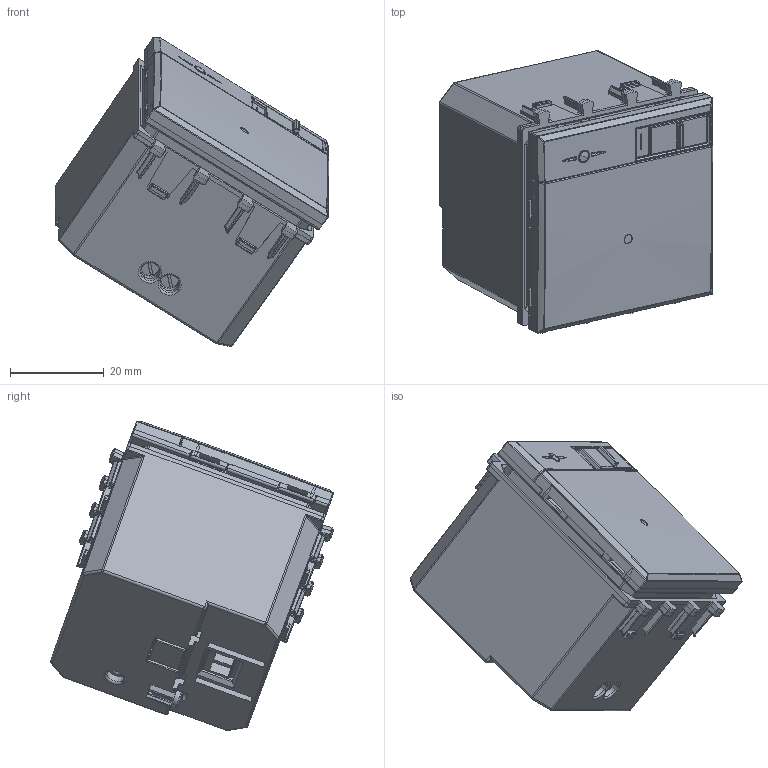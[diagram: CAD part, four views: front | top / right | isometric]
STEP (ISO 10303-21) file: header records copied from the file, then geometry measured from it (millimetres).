
FILE_DESCRIPTION(('CATIA V5 STEP Exchange'),'2;1');
FILE_NAME('441086.stp','2024-02-27T13:36:14+00:00',('none'),('none'),'CATIA Version 5-6 Release 2016 SP6','CATIA V5 STEP AP203','none');
FILE_SCHEMA(('CONFIG_CONTROL_DESIGN'));
Length unit declared in the file: millimetre
Products named in the file (3): 441086; 441086_SOLO_LAMPADA; DA0468_4
Assembly tree (22 placements, depth 4):
  441086
    #57
    #46843
    441086_SOLO_LAMPADA
      #48835
      #74409
      #83971
      #84171
      DA0468_4
        #88570
        #90678
        #92164  x2
      #92669
      #109353
      #113413
      #113861
      #115784
    #118060
    #124130
    #126810
    #127598  x2
Bounding box: 58.55 x 60.49 x 66.07 mm (x, y, z)
Volume: 39736.2 mm3; surface area: 55353.2 mm2
Topology: 25 solids, 25 shells, 3289 faces, 8479 edges, 5026 vertices
Faces by surface type: plane 1348, cylinder 991, bspline 329, cone 218, sphere 196, torus 181, revolution 26
Entity records: 129761 total; most frequent: CARTESIAN_POINT 60131, ORIENTED_EDGE 16356, DIRECTION 10662, EDGE_CURVE 8178, VERTEX_POINT 4988, AXIS2_PLACEMENT_3D 4166, VECTOR 3874, LINE 3874
